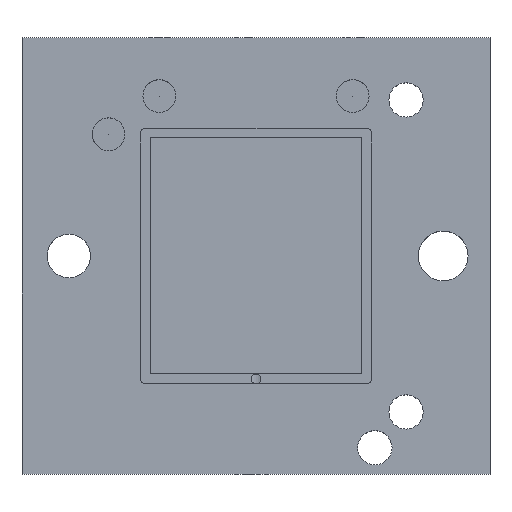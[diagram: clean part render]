
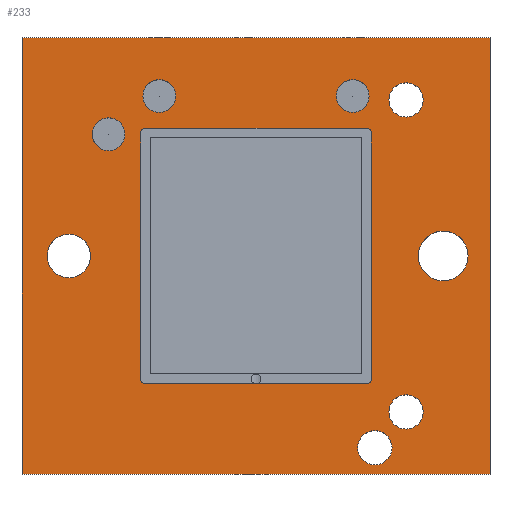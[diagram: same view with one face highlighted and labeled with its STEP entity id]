
A CAD part, top view. The second image highlights one B-rep face of the part: STEP entity #233.
In plain terms, the highlighted planar face has unit normal (0, 0, 1).
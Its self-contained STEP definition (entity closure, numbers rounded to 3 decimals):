
#233=ADVANCED_FACE('',(#370,#371,#372,#373,#374,#375,#376,#377,#378,#379),
#270,.T.);
#270=PLANE('',#841);
#286=LINE('',#1084,#328);
#287=LINE('',#1089,#329);
#288=LINE('',#1093,#330);
#289=LINE('',#1097,#331);
#290=LINE('',#1110,#332);
#291=LINE('',#1113,#333);
#292=LINE('',#1115,#334);
#293=LINE('',#1117,#335);
#328=VECTOR('',#905,1.);
#329=VECTOR('',#908,1.);
#330=VECTOR('',#911,1.);
#331=VECTOR('',#914,1.);
#332=VECTOR('',#927,1.);
#333=VECTOR('',#928,1.);
#334=VECTOR('',#929,1.);
#335=VECTOR('',#930,1.);
#370=FACE_BOUND('',#431,.T.);
#371=FACE_BOUND('',#432,.T.);
#372=FACE_BOUND('',#433,.T.);
#373=FACE_BOUND('',#434,.T.);
#374=FACE_BOUND('',#435,.T.);
#375=FACE_BOUND('',#436,.T.);
#376=FACE_BOUND('',#437,.T.);
#377=FACE_BOUND('',#438,.T.);
#378=FACE_BOUND('',#439,.T.);
#379=FACE_BOUND('',#440,.T.);
#431=EDGE_LOOP('',(#503));
#432=EDGE_LOOP('',(#504));
#433=EDGE_LOOP('',(#505));
#434=EDGE_LOOP('',(#506,#507,#508,#509,#510,#511,#512,#513));
#435=EDGE_LOOP('',(#514));
#436=EDGE_LOOP('',(#515));
#437=EDGE_LOOP('',(#516));
#438=EDGE_LOOP('',(#517));
#439=EDGE_LOOP('',(#518));
#440=EDGE_LOOP('',(#519,#520,#521,#522));
#503=ORIENTED_EDGE('',*,*,#720,.T.);
#504=ORIENTED_EDGE('',*,*,#721,.T.);
#505=ORIENTED_EDGE('',*,*,#722,.T.);
#506=ORIENTED_EDGE('',*,*,#723,.F.);
#507=ORIENTED_EDGE('',*,*,#724,.T.);
#508=ORIENTED_EDGE('',*,*,#725,.F.);
#509=ORIENTED_EDGE('',*,*,#726,.T.);
#510=ORIENTED_EDGE('',*,*,#727,.F.);
#511=ORIENTED_EDGE('',*,*,#728,.T.);
#512=ORIENTED_EDGE('',*,*,#729,.F.);
#513=ORIENTED_EDGE('',*,*,#730,.T.);
#514=ORIENTED_EDGE('',*,*,#731,.T.);
#515=ORIENTED_EDGE('',*,*,#732,.T.);
#516=ORIENTED_EDGE('',*,*,#733,.T.);
#517=ORIENTED_EDGE('',*,*,#734,.T.);
#518=ORIENTED_EDGE('',*,*,#735,.T.);
#519=ORIENTED_EDGE('',*,*,#736,.T.);
#520=ORIENTED_EDGE('',*,*,#737,.T.);
#521=ORIENTED_EDGE('',*,*,#738,.T.);
#522=ORIENTED_EDGE('',*,*,#739,.T.);
#657=VERTEX_POINT('',#1079);
#658=VERTEX_POINT('',#1081);
#659=VERTEX_POINT('',#1083);
#660=VERTEX_POINT('',#1085);
#661=VERTEX_POINT('',#1086);
#662=VERTEX_POINT('',#1088);
#663=VERTEX_POINT('',#1090);
#664=VERTEX_POINT('',#1092);
#665=VERTEX_POINT('',#1094);
#666=VERTEX_POINT('',#1096);
#667=VERTEX_POINT('',#1098);
#668=VERTEX_POINT('',#1101);
#669=VERTEX_POINT('',#1103);
#670=VERTEX_POINT('',#1105);
#671=VERTEX_POINT('',#1107);
#672=VERTEX_POINT('',#1109);
#673=VERTEX_POINT('',#1111);
#674=VERTEX_POINT('',#1112);
#675=VERTEX_POINT('',#1114);
#676=VERTEX_POINT('',#1116);
#720=EDGE_CURVE('',#657,#657,#797,.T.);
#721=EDGE_CURVE('',#658,#658,#798,.T.);
#722=EDGE_CURVE('',#659,#659,#799,.T.);
#723=EDGE_CURVE('',#660,#661,#286,.T.);
#724=EDGE_CURVE('',#660,#662,#800,.T.);
#725=EDGE_CURVE('',#663,#662,#287,.T.);
#726=EDGE_CURVE('',#663,#664,#801,.T.);
#727=EDGE_CURVE('',#665,#664,#288,.T.);
#728=EDGE_CURVE('',#665,#666,#802,.T.);
#729=EDGE_CURVE('',#667,#666,#289,.T.);
#730=EDGE_CURVE('',#667,#661,#803,.T.);
#731=EDGE_CURVE('',#668,#668,#804,.T.);
#732=EDGE_CURVE('',#669,#669,#805,.T.);
#733=EDGE_CURVE('',#670,#670,#806,.T.);
#734=EDGE_CURVE('',#671,#671,#807,.T.);
#735=EDGE_CURVE('',#672,#672,#808,.T.);
#736=EDGE_CURVE('',#673,#674,#290,.T.);
#737=EDGE_CURVE('',#674,#675,#291,.T.);
#738=EDGE_CURVE('',#675,#676,#292,.T.);
#739=EDGE_CURVE('',#676,#673,#293,.T.);
#797=CIRCLE('',#829,2.75);
#798=CIRCLE('',#830,2.75);
#799=CIRCLE('',#831,2.75);
#800=CIRCLE('',#832,0.794);
#801=CIRCLE('',#833,0.794);
#802=CIRCLE('',#834,0.794);
#803=CIRCLE('',#835,0.794);
#804=CIRCLE('',#836,2.625);
#805=CIRCLE('',#837,2.625);
#806=CIRCLE('',#838,2.625);
#807=CIRCLE('',#839,3.488);
#808=CIRCLE('',#840,3.988);
#829=AXIS2_PLACEMENT_3D('',#1078,#899,#900);
#830=AXIS2_PLACEMENT_3D('',#1080,#901,#902);
#831=AXIS2_PLACEMENT_3D('',#1082,#903,#904);
#832=AXIS2_PLACEMENT_3D('',#1087,#906,#907);
#833=AXIS2_PLACEMENT_3D('',#1091,#909,#910);
#834=AXIS2_PLACEMENT_3D('',#1095,#912,#913);
#835=AXIS2_PLACEMENT_3D('',#1099,#915,#916);
#836=AXIS2_PLACEMENT_3D('',#1100,#917,#918);
#837=AXIS2_PLACEMENT_3D('',#1102,#919,#920);
#838=AXIS2_PLACEMENT_3D('',#1104,#921,#922);
#839=AXIS2_PLACEMENT_3D('',#1106,#923,#924);
#840=AXIS2_PLACEMENT_3D('',#1108,#925,#926);
#841=AXIS2_PLACEMENT_3D('',#1118,#931,#932);
#899=DIRECTION('',(0.,0.,-1.));
#900=DIRECTION('',(-1.,0.,0.));
#901=DIRECTION('',(0.,0.,-1.));
#902=DIRECTION('',(-1.,0.,0.));
#903=DIRECTION('',(0.,0.,-1.));
#904=DIRECTION('',(-1.,0.,0.));
#905=DIRECTION('',(0.,-1.,0.));
#906=DIRECTION('',(0.,0.,-1.));
#907=DIRECTION('',(1.,0.,0.));
#908=DIRECTION('',(-1.,0.,0.));
#909=DIRECTION('',(0.,0.,-1.));
#910=DIRECTION('',(1.,0.,0.));
#911=DIRECTION('',(0.,1.,0.));
#912=DIRECTION('',(0.,0.,-1.));
#913=DIRECTION('',(1.,0.,0.));
#914=DIRECTION('',(1.,0.,0.));
#915=DIRECTION('',(0.,0.,-1.));
#916=DIRECTION('',(1.,0.,0.));
#917=DIRECTION('',(0.,0.,-1.));
#918=DIRECTION('',(-1.,0.,0.));
#919=DIRECTION('',(0.,0.,-1.));
#920=DIRECTION('',(-1.,0.,0.));
#921=DIRECTION('',(0.,0.,-1.));
#922=DIRECTION('',(-1.,0.,0.));
#923=DIRECTION('',(0.,0.,-1.));
#924=DIRECTION('',(-1.,0.,0.));
#925=DIRECTION('',(0.,0.,-1.));
#926=DIRECTION('',(-1.,0.,0.));
#927=DIRECTION('',(0.,-1.,0.));
#928=DIRECTION('',(1.,0.,0.));
#929=DIRECTION('',(0.,1.,0.));
#930=DIRECTION('',(-1.,0.,0.));
#931=DIRECTION('',(0.,0.,1.));
#932=DIRECTION('',(1.,0.,0.));
#1078=CARTESIAN_POINT('',(61.55,60.,12.7));
#1079=CARTESIAN_POINT('',(58.8,60.,12.7));
#1080=CARTESIAN_POINT('',(61.55,10.,12.7));
#1081=CARTESIAN_POINT('',(58.8,10.,12.7));
#1082=CARTESIAN_POINT('',(56.55,4.25,12.7));
#1083=CARTESIAN_POINT('',(53.8,4.25,12.7));
#1084=CARTESIAN_POINT('',(19.,55.5,12.7));
#1085=CARTESIAN_POINT('',(19.,54.706,12.7));
#1086=CARTESIAN_POINT('',(19.,15.294,12.7));
#1087=CARTESIAN_POINT('',(19.794,54.706,12.7));
#1088=CARTESIAN_POINT('',(19.794,55.5,12.7));
#1089=CARTESIAN_POINT('',(56.,55.5,12.7));
#1090=CARTESIAN_POINT('',(55.206,55.5,12.7));
#1091=CARTESIAN_POINT('',(55.206,54.706,12.7));
#1092=CARTESIAN_POINT('',(56.,54.706,12.7));
#1093=CARTESIAN_POINT('',(56.,14.5,12.7));
#1094=CARTESIAN_POINT('',(56.,15.294,12.7));
#1095=CARTESIAN_POINT('',(55.206,15.294,12.7));
#1096=CARTESIAN_POINT('',(55.206,14.5,12.7));
#1097=CARTESIAN_POINT('',(19.,14.5,12.7));
#1098=CARTESIAN_POINT('',(19.794,14.5,12.7));
#1099=CARTESIAN_POINT('',(19.794,15.294,12.7));
#1100=CARTESIAN_POINT('',(13.875,54.5,12.7));
#1101=CARTESIAN_POINT('',(11.25,54.5,12.7));
#1102=CARTESIAN_POINT('',(53.,60.625,12.7));
#1103=CARTESIAN_POINT('',(50.375,60.625,12.7));
#1104=CARTESIAN_POINT('',(22.,60.625,12.7));
#1105=CARTESIAN_POINT('',(19.375,60.625,12.7));
#1106=CARTESIAN_POINT('',(7.5,35.,12.7));
#1107=CARTESIAN_POINT('',(4.013,35.,12.7));
#1108=CARTESIAN_POINT('',(67.5,35.,12.7));
#1109=CARTESIAN_POINT('',(63.513,35.,12.7));
#1110=CARTESIAN_POINT('',(0.,70.,12.7));
#1111=CARTESIAN_POINT('',(0.,70.,12.7));
#1112=CARTESIAN_POINT('',(0.,0.,12.7));
#1113=CARTESIAN_POINT('',(0.,0.,12.7));
#1114=CARTESIAN_POINT('',(75.,0.,12.7));
#1115=CARTESIAN_POINT('',(75.,0.,12.7));
#1116=CARTESIAN_POINT('',(75.,70.,12.7));
#1117=CARTESIAN_POINT('',(75.,70.,12.7));
#1118=CARTESIAN_POINT('',(0.,0.,12.7));
